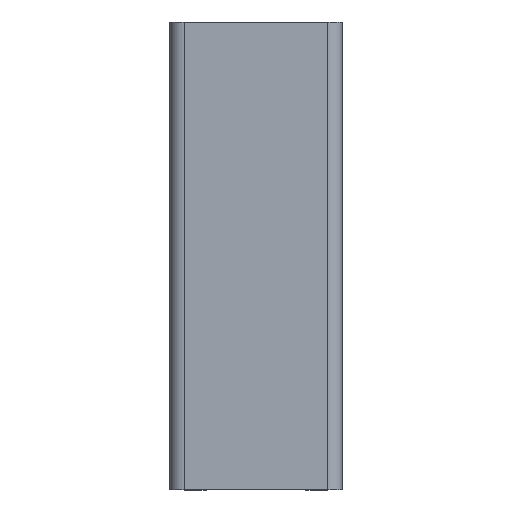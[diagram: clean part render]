
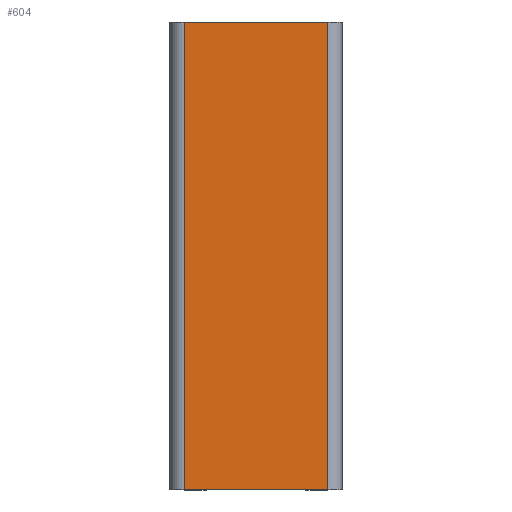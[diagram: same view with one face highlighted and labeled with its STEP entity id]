
A CAD part, top view. The second image highlights one B-rep face of the part: STEP entity #604.
In plain terms, the highlighted planar face has unit normal (0, 0, 1).
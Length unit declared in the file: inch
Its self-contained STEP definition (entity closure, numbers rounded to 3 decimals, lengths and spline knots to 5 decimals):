
#541=CARTESIAN_POINT('',(5.66043,7.80461,1.105));
#542=VERTEX_POINT('',#541);
#550=CARTESIAN_POINT('',(5.66043,1.80461,1.105));
#551=VERTEX_POINT('',#550);
#552=CARTESIAN_POINT('',(5.66043,4.80461,1.105));
#553=DIRECTION('',(0.,-1.,0.));
#554=VECTOR('',#553,1.);
#555=LINE('',#552,#554);
#556=EDGE_CURVE('',#542,#551,#555,.T.);
#574=CARTESIAN_POINT('',(3.82543,7.80461,1.105));
#575=VERTEX_POINT('',#574);
#576=CARTESIAN_POINT('',(5.66043,7.80461,1.105));
#577=DIRECTION('',(-1.,0.,0.));
#578=VECTOR('',#577,1.);
#579=LINE('',#576,#578);
#580=EDGE_CURVE('',#542,#575,#579,.T.);
#581=ORIENTED_EDGE('',*,*,#580,.T.);
#582=CARTESIAN_POINT('',(3.82543,1.80461,1.105));
#583=VERTEX_POINT('',#582);
#584=CARTESIAN_POINT('',(3.82543,4.80461,1.105));
#585=DIRECTION('',(0.,1.,0.));
#586=VECTOR('',#585,1.);
#587=LINE('',#584,#586);
#588=EDGE_CURVE('',#583,#575,#587,.T.);
#589=ORIENTED_EDGE('',*,*,#588,.F.);
#590=CARTESIAN_POINT('',(5.66043,1.80461,1.105));
#591=DIRECTION('',(1.,0.,0.));
#592=VECTOR('',#591,1.);
#593=LINE('',#590,#592);
#594=EDGE_CURVE('',#583,#551,#593,.T.);
#595=ORIENTED_EDGE('',*,*,#594,.T.);
#596=ORIENTED_EDGE('',*,*,#556,.F.);
#597=EDGE_LOOP('',(#581,#589,#595,#596));
#598=FACE_OUTER_BOUND('',#597,.T.);
#599=CARTESIAN_POINT('',(4.74293,4.80461,1.105));
#600=DIRECTION('',(0.,0.,1.));
#601=DIRECTION('',(1.,0.,0.));
#602=AXIS2_PLACEMENT_3D('',#599,#600,#601);
#603=PLANE('',#602);
#604=ADVANCED_FACE('',(#598),#603,.T.);
